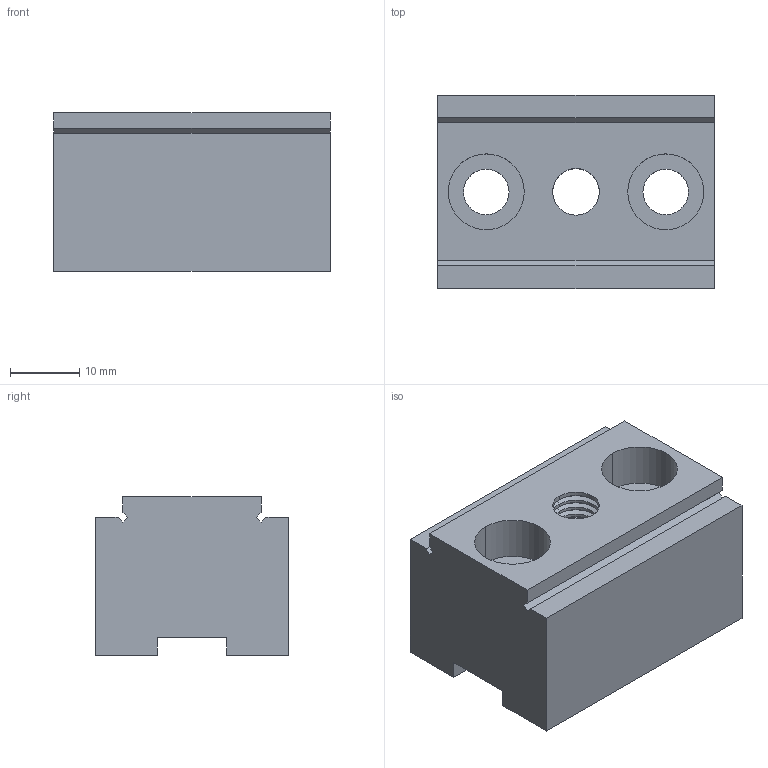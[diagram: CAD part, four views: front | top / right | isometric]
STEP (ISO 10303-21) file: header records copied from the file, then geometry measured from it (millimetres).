
FILE_DESCRIPTION(('STEP AP214'),'1');
FILE_NAME(' ',' ',('TraceParts'),('TraceParts S.A.'),'XStep 1.0',' ',' ');
FILE_SCHEMA(('automotive_design'));
Length unit declared in the file: millimetre
Products named in the file (1): 1
Bounding box: 40 x 28 x 23 mm (x, y, z)
Volume: 20684.1 mm3; surface area: 7173.4 mm2
Topology: 1 solids, 1 shells, 192 faces, 404 edges, 216 vertices
Faces by surface type: torus 64, cone 64, cylinder 42, plane 22
Entity records: 9724 total; most frequent: DIRECTION 1034, STYLED_ITEM 813, PRESENTATION_STYLE_ASSIGNMENT 813, CARTESIAN_POINT 813, COLOUR_RGB 813, ORIENTED_EDGE 808, AXIS2_PLACEMENT_3D 437, EDGE_CURVE 404
